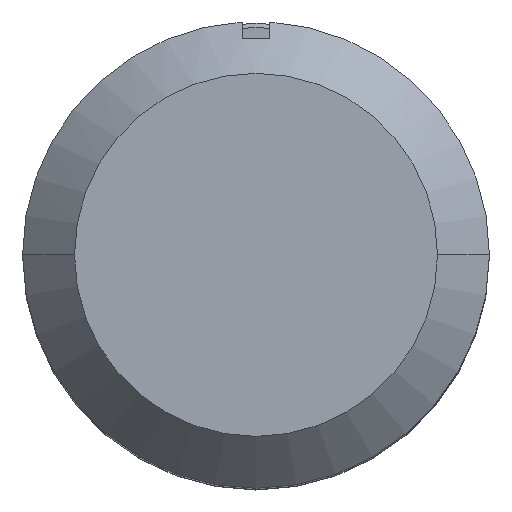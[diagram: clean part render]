
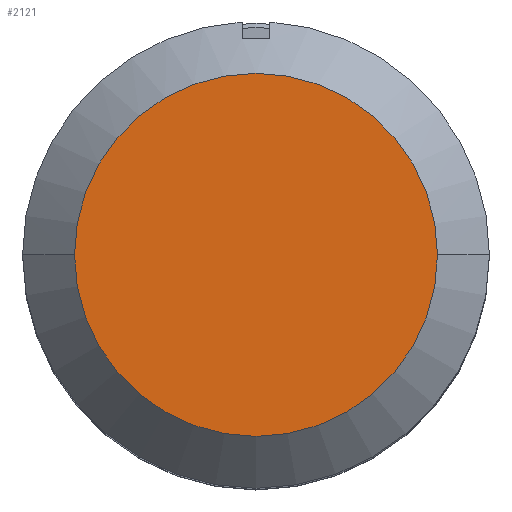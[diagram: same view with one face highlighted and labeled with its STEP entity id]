
A CAD part, top view. The second image highlights one B-rep face of the part: STEP entity #2121.
In plain terms, the highlighted planar face has unit normal (0, 0, 1).
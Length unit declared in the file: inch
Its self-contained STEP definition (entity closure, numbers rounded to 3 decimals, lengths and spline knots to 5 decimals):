
#42 = DIRECTION ( 'NONE',  ( 0., 0., 1. ) ) ;
#175 = AXIS2_PLACEMENT_3D ( 'NONE', #1094, #202, #903 ) ;
#202 = DIRECTION ( 'NONE',  ( 0., 0., 1. ) ) ;
#279 = ORIENTED_EDGE ( 'NONE', *, *, #1514, .T. ) ;
#288 = DIRECTION ( 'NONE',  ( 0., 0., 1. ) ) ;
#770 = EDGE_LOOP ( 'NONE', ( #279, #1863 ) ) ;
#903 = DIRECTION ( 'NONE',  ( 0., -1., 0. ) ) ;
#989 = DIRECTION ( 'NONE',  ( 0., -1., 0. ) ) ;
#1054 = FACE_OUTER_BOUND ( 'NONE', #770, .T. ) ;
#1094 = CARTESIAN_POINT ( 'NONE',  ( 0.44729, 1.48242, 3.30458 ) ) ;
#1111 = CIRCLE ( 'NONE', #175, 0.4375 ) ;
#1120 = CARTESIAN_POINT ( 'NONE',  ( 0.44729, 1.89195, 3.30458 ) ) ;
#1326 = EDGE_CURVE ( 'NONE', #1709, #1819, #1111, .T. ) ;
#1514 = EDGE_CURVE ( 'NONE', #1819, #1709, #2169, .T. ) ;
#1592 = AXIS2_PLACEMENT_3D ( 'NONE', #1120, #42, #1815 ) ;
#1709 = VERTEX_POINT ( 'NONE', #2294 ) ;
#1815 = DIRECTION ( 'NONE',  ( 0., -1., 0. ) ) ;
#1819 = VERTEX_POINT ( 'NONE', #2175 ) ;
#1844 = AXIS2_PLACEMENT_3D ( 'NONE', #2063, #288, #989 ) ;
#1863 = ORIENTED_EDGE ( 'NONE', *, *, #1326, .T. ) ;
#2063 = CARTESIAN_POINT ( 'NONE',  ( 0.44729, 1.48242, 3.30458 ) ) ;
#2121 = ADVANCED_FACE ( 'NONE', ( #1054 ), #2158, .T. ) ;
#2158 = PLANE ( 'NONE',  #1592 ) ;
#2169 = CIRCLE ( 'NONE', #1844, 0.4375 ) ;
#2175 = CARTESIAN_POINT ( 'NONE',  ( 0.00979, 1.48242, 3.30458 ) ) ;
#2294 = CARTESIAN_POINT ( 'NONE',  ( 0.88479, 1.48242, 3.30458 ) ) ;
